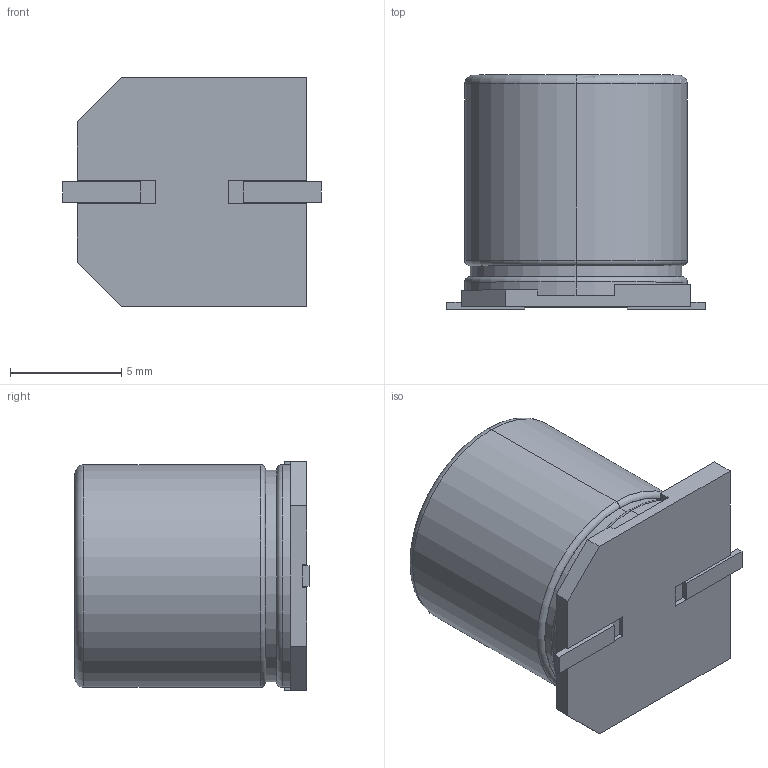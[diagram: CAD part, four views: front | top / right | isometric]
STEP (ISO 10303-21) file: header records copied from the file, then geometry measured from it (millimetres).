
FILE_DESCRIPTION (( 'STEP AP214' ), '1' );
FILE_NAME ('CAP ALUM 10_3mm.STEP', '2015-11-28T01:13:17', ( '' ), ( '' ), 'SwSTEP 2.0', 'SolidWorks 2015', '' );
FILE_SCHEMA (( 'AUTOMOTIVE_DESIGN' ));
Length unit declared in the file: millimetre
Products named in the file (1): CAP ALUM 10_3mm
Bounding box: 11.6 x 10.5 x 10.3 mm (x, y, z)
Volume: 831.2 mm3; surface area: 585.6 mm2
Topology: 1 solids, 1 shells, 139 faces, 365 edges, 240 vertices
Faces by surface type: plane 90, bspline 35, cylinder 8, torus 6
Entity records: 7400 total; most frequent: CARTESIAN_POINT 2900, ORIENTED_EDGE 730, DIRECTION 539, EDGE_CURVE 365, LINE 261, VECTOR 261, VERTEX_POINT 240, EDGE_LOOP 151
